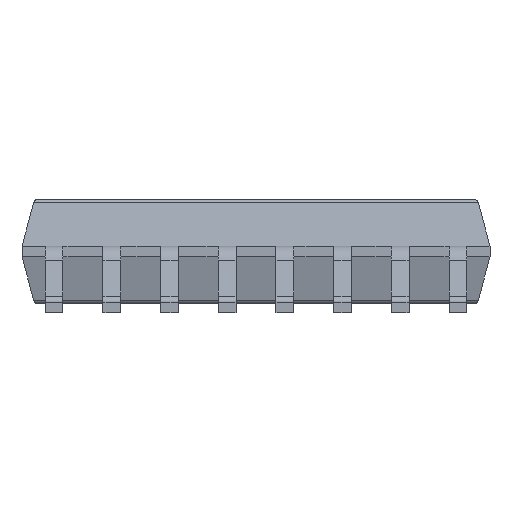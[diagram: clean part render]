
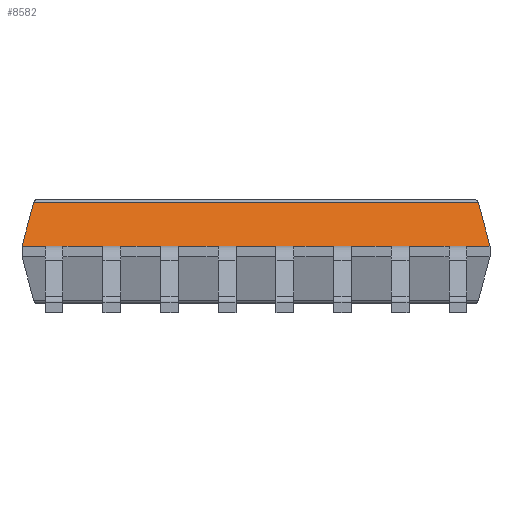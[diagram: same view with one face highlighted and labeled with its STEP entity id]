
A CAD part, front view. The second image highlights one B-rep face of the part: STEP entity #8582.
In plain terms, the highlighted planar face has unit normal (0, -0.966, 0.259).
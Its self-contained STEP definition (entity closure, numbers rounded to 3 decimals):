
#323=LINE('',#13459,#945);
#384=LINE('',#13579,#1006);
#385=LINE('',#13581,#1007);
#386=LINE('',#13583,#1008);
#387=LINE('',#13585,#1009);
#388=LINE('',#13587,#1010);
#389=LINE('',#13589,#1011);
#390=LINE('',#13591,#1012);
#391=LINE('',#13593,#1013);
#392=LINE('',#13595,#1014);
#393=LINE('',#13597,#1015);
#394=LINE('',#13599,#1016);
#395=LINE('',#13601,#1017);
#396=LINE('',#13603,#1018);
#397=LINE('',#13605,#1019);
#398=LINE('',#13607,#1020);
#399=LINE('',#13609,#1021);
#400=LINE('',#13611,#1022);
#401=LINE('',#13613,#1023);
#402=LINE('',#13615,#1024);
#945=VECTOR('',#9600,1000.);
#1006=VECTOR('',#9671,1000.);
#1007=VECTOR('',#9672,1000.);
#1008=VECTOR('',#9673,1000.);
#1009=VECTOR('',#9674,1000.);
#1010=VECTOR('',#9675,1000.);
#1011=VECTOR('',#9676,1000.);
#1012=VECTOR('',#9677,1000.);
#1013=VECTOR('',#9678,1000.);
#1014=VECTOR('',#9679,1000.);
#1015=VECTOR('',#9680,1000.);
#1016=VECTOR('',#9681,1000.);
#1017=VECTOR('',#9682,1000.);
#1018=VECTOR('',#9683,1000.);
#1019=VECTOR('',#9684,1000.);
#1020=VECTOR('',#9685,1000.);
#1021=VECTOR('',#9686,1000.);
#1022=VECTOR('',#9687,1000.);
#1023=VECTOR('',#9688,1000.);
#1024=VECTOR('',#9689,1000.);
#2026=ORIENTED_EDGE('',*,*,#3681,.T.);
#2027=ORIENTED_EDGE('',*,*,#3620,.T.);
#2028=ORIENTED_EDGE('',*,*,#3682,.T.);
#2029=ORIENTED_EDGE('',*,*,#3683,.F.);
#2030=ORIENTED_EDGE('',*,*,#3684,.F.);
#2031=ORIENTED_EDGE('',*,*,#3685,.F.);
#2032=ORIENTED_EDGE('',*,*,#3686,.F.);
#2033=ORIENTED_EDGE('',*,*,#3687,.F.);
#2034=ORIENTED_EDGE('',*,*,#3688,.F.);
#2035=ORIENTED_EDGE('',*,*,#3689,.F.);
#2036=ORIENTED_EDGE('',*,*,#3690,.F.);
#2037=ORIENTED_EDGE('',*,*,#3691,.F.);
#2038=ORIENTED_EDGE('',*,*,#3692,.F.);
#2039=ORIENTED_EDGE('',*,*,#3693,.F.);
#2040=ORIENTED_EDGE('',*,*,#3694,.F.);
#2041=ORIENTED_EDGE('',*,*,#3695,.F.);
#2042=ORIENTED_EDGE('',*,*,#3696,.F.);
#2043=ORIENTED_EDGE('',*,*,#3697,.F.);
#2044=ORIENTED_EDGE('',*,*,#3698,.F.);
#2045=ORIENTED_EDGE('',*,*,#3699,.F.);
#3620=EDGE_CURVE('',#4442,#4447,#323,.T.);
#3681=EDGE_CURVE('',#4503,#4442,#384,.T.);
#3682=EDGE_CURVE('',#4447,#4504,#385,.T.);
#3683=EDGE_CURVE('',#4505,#4504,#386,.T.);
#3684=EDGE_CURVE('',#4506,#4505,#387,.T.);
#3685=EDGE_CURVE('',#4507,#4506,#388,.T.);
#3686=EDGE_CURVE('',#4508,#4507,#389,.T.);
#3687=EDGE_CURVE('',#4509,#4508,#390,.T.);
#3688=EDGE_CURVE('',#4510,#4509,#391,.T.);
#3689=EDGE_CURVE('',#4511,#4510,#392,.T.);
#3690=EDGE_CURVE('',#4512,#4511,#393,.T.);
#3691=EDGE_CURVE('',#4513,#4512,#394,.T.);
#3692=EDGE_CURVE('',#4514,#4513,#395,.T.);
#3693=EDGE_CURVE('',#4515,#4514,#396,.T.);
#3694=EDGE_CURVE('',#4516,#4515,#397,.T.);
#3695=EDGE_CURVE('',#4517,#4516,#398,.T.);
#3696=EDGE_CURVE('',#4518,#4517,#399,.T.);
#3697=EDGE_CURVE('',#4519,#4518,#400,.T.);
#3698=EDGE_CURVE('',#4520,#4519,#401,.T.);
#3699=EDGE_CURVE('',#4503,#4520,#402,.T.);
#4442=VERTEX_POINT('',#13443);
#4447=VERTEX_POINT('',#13457);
#4503=VERTEX_POINT('',#13580);
#4504=VERTEX_POINT('',#13582);
#4505=VERTEX_POINT('',#13584);
#4506=VERTEX_POINT('',#13586);
#4507=VERTEX_POINT('',#13588);
#4508=VERTEX_POINT('',#13590);
#4509=VERTEX_POINT('',#13592);
#4510=VERTEX_POINT('',#13594);
#4511=VERTEX_POINT('',#13596);
#4512=VERTEX_POINT('',#13598);
#4513=VERTEX_POINT('',#13600);
#4514=VERTEX_POINT('',#13602);
#4515=VERTEX_POINT('',#13604);
#4516=VERTEX_POINT('',#13606);
#4517=VERTEX_POINT('',#13608);
#4518=VERTEX_POINT('',#13610);
#4519=VERTEX_POINT('',#13612);
#4520=VERTEX_POINT('',#13614);
#5097=EDGE_LOOP('',(#2026,#2027,#2028,#2029,#2030,#2031,#2032,#2033,#2034,
#2035,#2036,#2037,#2038,#2039,#2040,#2041,#2042,#2043,#2044,#2045));
#5480=FACE_BOUND('',#5097,.T.);
#5819=PLANE('',#8923);
#8582=ADVANCED_FACE('',(#5480),#5819,.T.);
#8923=AXIS2_PLACEMENT_3D('',#13578,#9669,#9670);
#9600=DIRECTION('',(-1.,0.,0.));
#9669=DIRECTION('',(0.,-0.966,0.259));
#9670=DIRECTION('',(0.,-0.259,-0.966));
#9671=DIRECTION('',(-0.251,0.251,0.935));
#9672=DIRECTION('',(-0.251,-0.251,-0.935));
#9673=DIRECTION('',(-1.,0.,0.));
#9674=DIRECTION('',(-1.,0.,0.));
#9675=DIRECTION('',(-1.,0.,0.));
#9676=DIRECTION('',(-1.,0.,0.));
#9677=DIRECTION('',(-1.,0.,0.));
#9678=DIRECTION('',(-1.,0.,0.));
#9679=DIRECTION('',(-1.,0.,0.));
#9680=DIRECTION('',(-1.,0.,0.));
#9681=DIRECTION('',(-1.,0.,0.));
#9682=DIRECTION('',(-1.,0.,0.));
#9683=DIRECTION('',(-1.,0.,0.));
#9684=DIRECTION('',(-1.,0.,0.));
#9685=DIRECTION('',(-1.,0.,0.));
#9686=DIRECTION('',(-1.,0.,0.));
#9687=DIRECTION('',(-1.,0.,0.));
#9688=DIRECTION('',(-1.,0.,0.));
#9689=DIRECTION('',(-1.,0.,0.));
#13443=CARTESIAN_POINT('',(4.893,-3.493,2.426));
#13457=CARTESIAN_POINT('',(-4.893,-3.493,2.426));
#13459=CARTESIAN_POINT('',(-4.873,-3.493,2.426));
#13578=CARTESIAN_POINT('',(5.15,-3.75,1.465));
#13579=CARTESIAN_POINT('',(5.15,-3.75,1.465));
#13580=CARTESIAN_POINT('',(5.15,-3.75,1.465));
#13581=CARTESIAN_POINT('',(-5.15,-3.75,1.465));
#13582=CARTESIAN_POINT('',(-5.15,-3.75,1.465));
#13583=CARTESIAN_POINT('',(5.15,-3.75,1.465));
#13584=CARTESIAN_POINT('',(-4.64,-3.75,1.465));
#13585=CARTESIAN_POINT('',(5.15,-3.75,1.465));
#13586=CARTESIAN_POINT('',(-4.25,-3.75,1.465));
#13587=CARTESIAN_POINT('',(5.15,-3.75,1.465));
#13588=CARTESIAN_POINT('',(-3.37,-3.75,1.465));
#13589=CARTESIAN_POINT('',(5.15,-3.75,1.465));
#13590=CARTESIAN_POINT('',(-2.98,-3.75,1.465));
#13591=CARTESIAN_POINT('',(5.15,-3.75,1.465));
#13592=CARTESIAN_POINT('',(-2.1,-3.75,1.465));
#13593=CARTESIAN_POINT('',(5.15,-3.75,1.465));
#13594=CARTESIAN_POINT('',(-1.71,-3.75,1.465));
#13595=CARTESIAN_POINT('',(5.15,-3.75,1.465));
#13596=CARTESIAN_POINT('',(-0.83,-3.75,1.465));
#13597=CARTESIAN_POINT('',(5.15,-3.75,1.465));
#13598=CARTESIAN_POINT('',(-0.44,-3.75,1.465));
#13599=CARTESIAN_POINT('',(5.15,-3.75,1.465));
#13600=CARTESIAN_POINT('',(0.44,-3.75,1.465));
#13601=CARTESIAN_POINT('',(5.15,-3.75,1.465));
#13602=CARTESIAN_POINT('',(0.83,-3.75,1.465));
#13603=CARTESIAN_POINT('',(5.15,-3.75,1.465));
#13604=CARTESIAN_POINT('',(1.71,-3.75,1.465));
#13605=CARTESIAN_POINT('',(5.15,-3.75,1.465));
#13606=CARTESIAN_POINT('',(2.1,-3.75,1.465));
#13607=CARTESIAN_POINT('',(5.15,-3.75,1.465));
#13608=CARTESIAN_POINT('',(2.98,-3.75,1.465));
#13609=CARTESIAN_POINT('',(5.15,-3.75,1.465));
#13610=CARTESIAN_POINT('',(3.37,-3.75,1.465));
#13611=CARTESIAN_POINT('',(5.15,-3.75,1.465));
#13612=CARTESIAN_POINT('',(4.25,-3.75,1.465));
#13613=CARTESIAN_POINT('',(5.15,-3.75,1.465));
#13614=CARTESIAN_POINT('',(4.64,-3.75,1.465));
#13615=CARTESIAN_POINT('',(5.15,-3.75,1.465));
